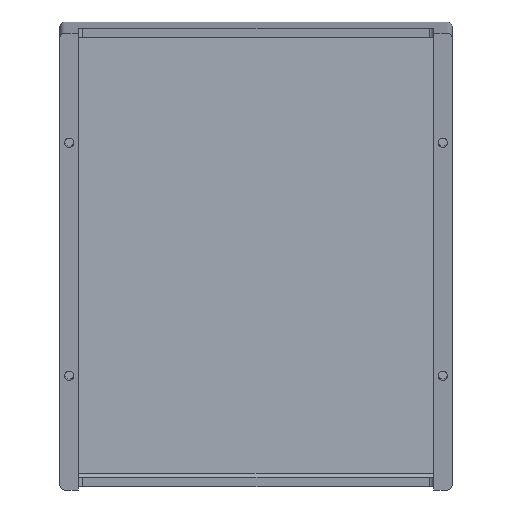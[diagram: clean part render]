
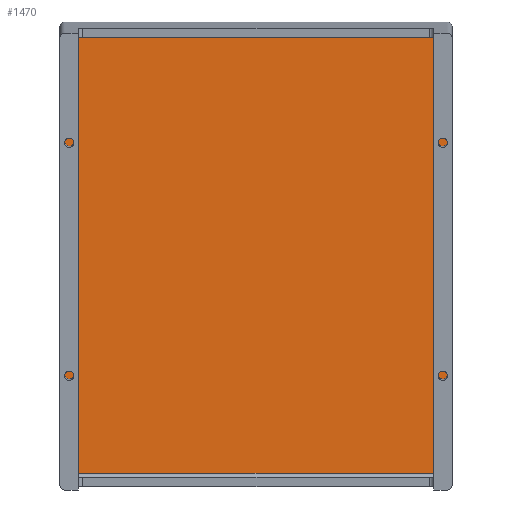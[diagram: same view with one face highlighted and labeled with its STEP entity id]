
A CAD part, top view. The second image highlights one B-rep face of the part: STEP entity #1470.
In plain terms, the highlighted planar face has unit normal (0, 0, 1).
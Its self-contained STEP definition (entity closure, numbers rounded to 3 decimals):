
#69=PLANE('',#1637);
#135=FACE_OUTER_BOUND('',#223,.T.);
#223=EDGE_LOOP('',(#1265,#1266,#1267,#1268,#1269,#1270,#1271,#1272,#1273,
#1274,#1275,#1276));
#259=LINE('',#2157,#390);
#285=LINE('',#2243,#416);
#318=LINE('',#2499,#449);
#320=LINE('',#2506,#451);
#334=LINE('',#2548,#465);
#341=LINE('',#2575,#472);
#361=LINE('',#2615,#492);
#362=LINE('',#2618,#493);
#363=LINE('',#2620,#494);
#364=LINE('',#2621,#495);
#365=LINE('',#2622,#496);
#366=LINE('',#2623,#497);
#390=VECTOR('',#1716,10.);
#416=VECTOR('',#1782,10.);
#449=VECTOR('',#1911,10.);
#451=VECTOR('',#1917,10.);
#465=VECTOR('',#1955,10.);
#472=VECTOR('',#1976,10.);
#492=VECTOR('',#2030,10.);
#493=VECTOR('',#2035,10.);
#494=VECTOR('',#2038,10.);
#495=VECTOR('',#2039,10.);
#496=VECTOR('',#2040,10.);
#497=VECTOR('',#2041,10.);
#604=VERTEX_POINT('',#2154);
#605=VERTEX_POINT('',#2156);
#638=VERTEX_POINT('',#2240);
#639=VERTEX_POINT('',#2242);
#691=VERTEX_POINT('',#2496);
#692=VERTEX_POINT('',#2498);
#694=VERTEX_POINT('',#2503);
#695=VERTEX_POINT('',#2505);
#710=VERTEX_POINT('',#2545);
#711=VERTEX_POINT('',#2547);
#723=VERTEX_POINT('',#2572);
#724=VERTEX_POINT('',#2574);
#751=EDGE_CURVE('',#605,#604,#259,.F.);
#792=EDGE_CURVE('',#639,#638,#285,.F.);
#863=EDGE_CURVE('',#691,#692,#318,.T.);
#867=EDGE_CURVE('',#694,#695,#320,.T.);
#888=EDGE_CURVE('',#710,#711,#334,.T.);
#902=EDGE_CURVE('',#723,#724,#341,.T.);
#925=EDGE_CURVE('',#724,#638,#361,.T.);
#926=EDGE_CURVE('',#639,#710,#362,.T.);
#927=EDGE_CURVE('',#695,#723,#363,.T.);
#928=EDGE_CURVE('',#605,#694,#364,.T.);
#929=EDGE_CURVE('',#692,#604,#365,.T.);
#930=EDGE_CURVE('',#711,#691,#366,.T.);
#1265=ORIENTED_EDGE('',*,*,#925,.F.);
#1266=ORIENTED_EDGE('',*,*,#902,.F.);
#1267=ORIENTED_EDGE('',*,*,#927,.F.);
#1268=ORIENTED_EDGE('',*,*,#867,.F.);
#1269=ORIENTED_EDGE('',*,*,#928,.F.);
#1270=ORIENTED_EDGE('',*,*,#751,.T.);
#1271=ORIENTED_EDGE('',*,*,#929,.F.);
#1272=ORIENTED_EDGE('',*,*,#863,.F.);
#1273=ORIENTED_EDGE('',*,*,#930,.F.);
#1274=ORIENTED_EDGE('',*,*,#888,.F.);
#1275=ORIENTED_EDGE('',*,*,#926,.F.);
#1276=ORIENTED_EDGE('',*,*,#792,.T.);
#1470=ADVANCED_FACE('',(#135),#69,.T.);
#1637=AXIS2_PLACEMENT_3D('',#2619,#2036,#2037);
#1716=DIRECTION('',(0.,1.,0.));
#1782=DIRECTION('',(0.,-1.,0.));
#1911=DIRECTION('',(0.,1.,0.));
#1917=DIRECTION('',(0.,1.,0.));
#1955=DIRECTION('',(0.,-1.,0.));
#1976=DIRECTION('',(0.,-1.,0.));
#2030=DIRECTION('',(-1.,0.,0.));
#2035=DIRECTION('',(1.,0.,0.));
#2036=DIRECTION('center_axis',(0.,0.,1.));
#2037=DIRECTION('ref_axis',(0.,1.,0.));
#2038=DIRECTION('',(1.,0.,0.));
#2039=DIRECTION('',(-1.,0.,0.));
#2040=DIRECTION('',(1.,0.,0.));
#2041=DIRECTION('',(-1.,0.,0.));
#2154=CARTESIAN_POINT('',(-0.5,-36.06,1.955));
#2156=CARTESIAN_POINT('',(-0.5,-31.459,1.955));
#2157=CARTESIAN_POINT('',(-0.5,-100.041,1.955));
#2240=CARTESIAN_POINT('',(76.7,-31.459,1.955));
#2242=CARTESIAN_POINT('',(76.7,-36.06,1.955));
#2243=CARTESIAN_POINT('',(76.7,-66.44,1.955));
#2496=CARTESIAN_POINT('',(-4.5,-97.759,1.955));
#2498=CARTESIAN_POINT('',(-4.5,-36.06,1.955));
#2499=CARTESIAN_POINT('',(-4.5,-74.594,1.955));
#2503=CARTESIAN_POINT('',(-4.5,-31.459,1.955));
#2505=CARTESIAN_POINT('',(-4.5,-3.041,1.955));
#2506=CARTESIAN_POINT('',(-4.5,-74.594,1.955));
#2545=CARTESIAN_POINT('',(80.7,-36.06,1.955));
#2547=CARTESIAN_POINT('',(80.7,-97.759,1.955));
#2548=CARTESIAN_POINT('',(80.7,-66.44,1.955));
#2572=CARTESIAN_POINT('',(80.7,-3.041,1.955));
#2574=CARTESIAN_POINT('',(80.7,-31.459,1.955));
#2575=CARTESIAN_POINT('',(80.7,-66.44,1.955));
#2615=CARTESIAN_POINT('',(76.2,-31.459,1.955));
#2618=CARTESIAN_POINT('',(76.2,-36.06,1.955));
#2619=CARTESIAN_POINT('Origin',(76.2,-98.644,1.955));
#2620=CARTESIAN_POINT('',(76.2,-3.041,1.955));
#2621=CARTESIAN_POINT('',(37.1,-31.459,1.955));
#2622=CARTESIAN_POINT('',(37.1,-36.06,1.955));
#2623=CARTESIAN_POINT('',(76.2,-97.759,1.955));
